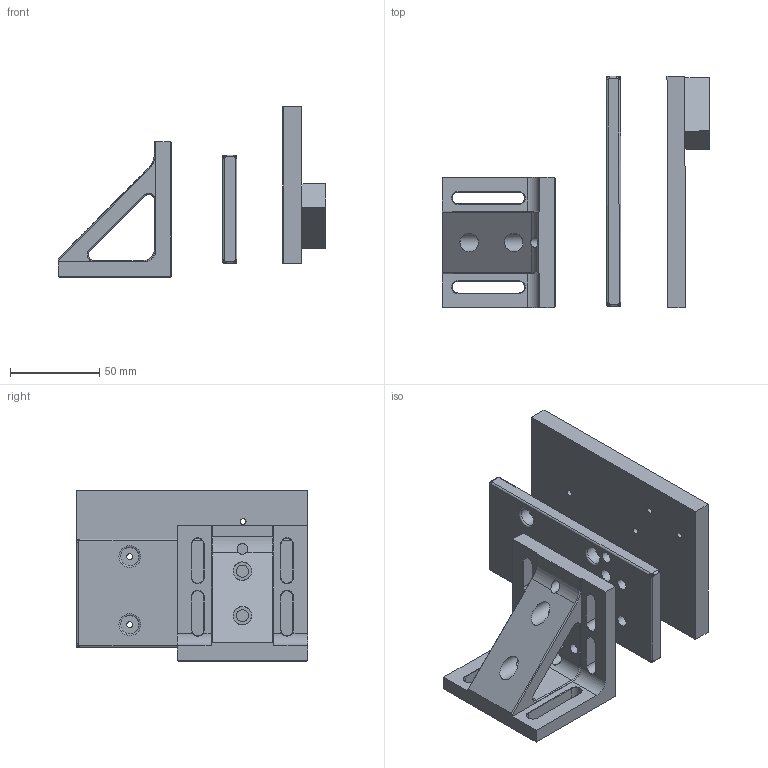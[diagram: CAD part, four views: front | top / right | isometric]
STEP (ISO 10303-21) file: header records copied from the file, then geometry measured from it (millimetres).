
FILE_DESCRIPTION(/* description */ (''),/* implementation_level */ '2;1');
FILE_NAME(/* name */ 'Adapter Concept #3 (AP90 M &PartM0093).step',/* time_stamp */ '2024-06-17T18:03:06-04:00',/* author */ (''),/* organization */ (''),/* preprocessor_version */ 'ST-DEVELOPER v20',/* originating_system */ 'Autodesk Translation Framework v12.20.1.177',/* authorisation */ '');
FILE_SCHEMA (('AUTOMOTIVE_DESIGN { 1 0 10303 214 3 1 1 }'));
Length unit declared in the file: millimetre
Products named in the file (4): #19992; PartM0093-1803 Adapterplatte-1-solid1 v1; AP90_M (Fusion Version) v1; Component5
Assembly tree (3 placements, depth 2):
  #19992
    PartM0093-1803 Adapterplatte-1-solid1 v1
    AP90_M (Fusion Version) v1
    Component5
Bounding box: 150.28 x 130.02 x 95.76 mm (x, y, z)
Volume: 275446.7 mm3; surface area: 79484.5 mm2
Topology: 3 solids, 3 shells, 503 faces, 1294 edges, 825 vertices
Faces by surface type: plane 238, bspline 154, cylinder 60, cone 47, torus 4
Full cylindrical faces by diameter (mm): 1.6 x1, 3.3 x11, 5 x2, 6 x7, 6.731 x2, 10.2 x4, 10.312 x3
Entity records: 20031 total; most frequent: CARTESIAN_POINT 7865, ORIENTED_EDGE 2580, DIRECTION 2019, EDGE_CURVE 1290, VERTEX_POINT 825, LINE 771, VECTOR 771, AXIS2_PLACEMENT_3D 624
